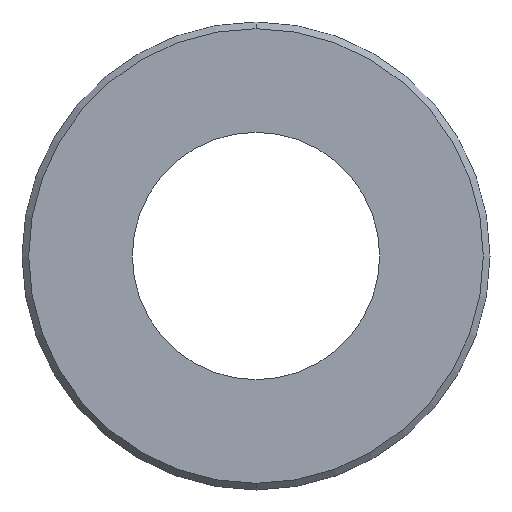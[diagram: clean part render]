
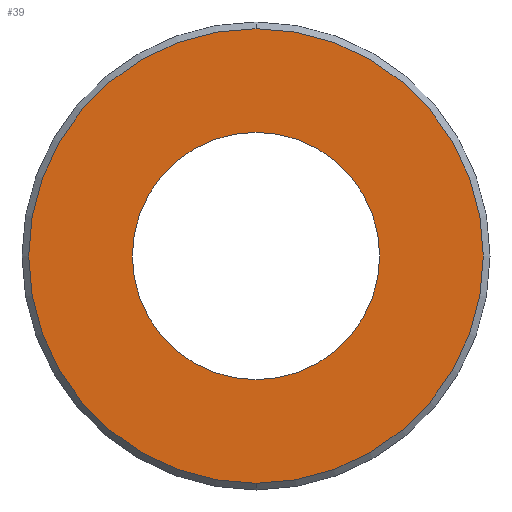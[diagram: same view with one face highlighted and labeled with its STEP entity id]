
A CAD part, front view. The second image highlights one B-rep face of the part: STEP entity #39.
In plain terms, the highlighted planar face has unit normal (0, -1, 0).
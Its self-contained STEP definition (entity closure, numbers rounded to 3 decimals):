
#25 = VERTEX_POINT ( 'NONE', #226 ) ;
#32 = VERTEX_POINT ( 'NONE', #143 ) ;
#33 = VERTEX_POINT ( 'NONE', #142 ) ;
#34 = EDGE_LOOP ( 'NONE', ( #41, #40 ) ) ;
#39 = ADVANCED_FACE ( 'NONE', ( #122, #120 ), #255, .T. ) ;
#40 = ORIENTED_EDGE ( 'NONE', *, *, #81, .T. ) ;
#41 = ORIENTED_EDGE ( 'NONE', *, *, #42, .T. ) ;
#42 = EDGE_CURVE ( 'NONE', #25, #33, #225, .T. ) ;
#43 = EDGE_CURVE ( 'NONE', #220, #32, #228, .T. ) ;
#45 = ORIENTED_EDGE ( 'NONE', *, *, #43, .F. ) ;
#65 = EDGE_LOOP ( 'NONE', ( #45, #67 ) ) ;
#67 = ORIENTED_EDGE ( 'NONE', *, *, #264, .F. ) ;
#81 = EDGE_CURVE ( 'NONE', #33, #25, #105, .T. ) ;
#99 = DIRECTION ( 'NONE',  ( 0., 0., -1. ) ) ;
#100 = DIRECTION ( 'NONE',  ( 0., -1., 0. ) ) ;
#101 = CARTESIAN_POINT ( 'NONE',  ( 0., 0., 0. ) ) ;
#105 = CIRCLE ( 'NONE', #156, 17. ) ;
#120 = FACE_BOUND ( 'NONE', #65, .T. ) ;
#122 = FACE_OUTER_BOUND ( 'NONE', #34, .T. ) ;
#139 = AXIS2_PLACEMENT_3D ( 'NONE', #246, #245, #244 ) ;
#142 = CARTESIAN_POINT ( 'NONE',  ( 0., 0., -17. ) ) ;
#143 = CARTESIAN_POINT ( 'NONE',  ( 0., 0., 9.25 ) ) ;
#156 = AXIS2_PLACEMENT_3D ( 'NONE', #101, #100, #99 ) ;
#201 = DIRECTION ( 'NONE',  ( 0., 0., -1. ) ) ;
#202 = DIRECTION ( 'NONE',  ( 0., -1., 0. ) ) ;
#203 = CARTESIAN_POINT ( 'NONE',  ( 0., 0., 0. ) ) ;
#220 = VERTEX_POINT ( 'NONE', #304 ) ;
#225 = CIRCLE ( 'NONE', #247, 17. ) ;
#226 = CARTESIAN_POINT ( 'NONE',  ( 0., 0., 17. ) ) ;
#228 = CIRCLE ( 'NONE', #248, 9.25 ) ;
#229 = DIRECTION ( 'NONE',  ( 0., 0., -1. ) ) ;
#230 = DIRECTION ( 'NONE',  ( 0., -1., 0. ) ) ;
#231 = CARTESIAN_POINT ( 'NONE',  ( 0., 0., 0. ) ) ;
#244 = DIRECTION ( 'NONE',  ( 0., 0., -1. ) ) ;
#245 = DIRECTION ( 'NONE',  ( 0., -1., 0. ) ) ;
#246 = CARTESIAN_POINT ( 'NONE',  ( 9.25, 0., 0. ) ) ;
#247 = AXIS2_PLACEMENT_3D ( 'NONE', #231, #230, #229 ) ;
#248 = AXIS2_PLACEMENT_3D ( 'NONE', #203, #202, #201 ) ;
#255 = PLANE ( 'NONE',  #139 ) ;
#264 = EDGE_CURVE ( 'NONE', #32, #220, #305, .T. ) ;
#287 = DIRECTION ( 'NONE',  ( 0., 0., -1. ) ) ;
#288 = DIRECTION ( 'NONE',  ( 0., -1., 0. ) ) ;
#289 = CARTESIAN_POINT ( 'NONE',  ( 0., 0., 0. ) ) ;
#304 = CARTESIAN_POINT ( 'NONE',  ( 0., 0., -9.25 ) ) ;
#305 = CIRCLE ( 'NONE', #338, 9.25 ) ;
#338 = AXIS2_PLACEMENT_3D ( 'NONE', #289, #288, #287 ) ;
